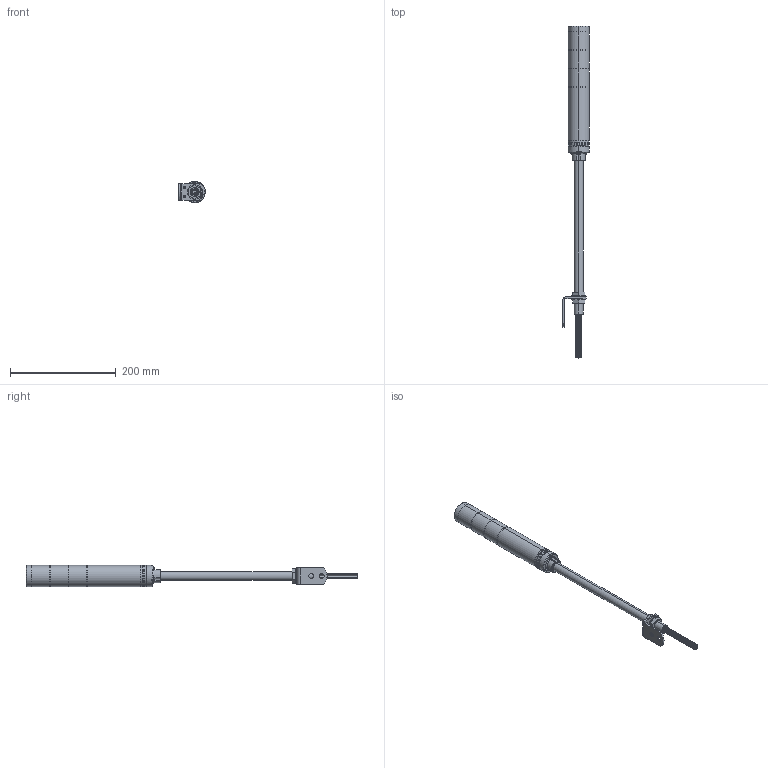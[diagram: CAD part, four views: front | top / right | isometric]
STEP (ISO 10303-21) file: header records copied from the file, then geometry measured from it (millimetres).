
FILE_DESCRIPTION (( 'STEP AP214' ), '1' );
FILE_NAME ('LCE-302FB-RYG.step', '2016-10-25T14:44:09', ( '' ), ( '' ), 'SwSTEP 2.0', 'SolidWorks 2016', '' );
FILE_SCHEMA (( 'AUTOMOTIVE_DESIGN' ));
Length unit declared in the file: millimetre
Products named in the file (1): LCE-302FB-RYG
Bounding box: 50 x 628 x 40 mm (x, y, z)
Volume: 354284.3 mm3; surface area: 122150.3 mm2
Topology: 35 solids, 35 shells, 385 faces, 900 edges, 585 vertices
Faces by surface type: plane 245, cylinder 120, cone 8, torus 6, bspline 6
Entity records: 11742 total; most frequent: CARTESIAN_POINT 2097, DIRECTION 1958, ORIENTED_EDGE 1788, EDGE_CURVE 894, AXIS2_PLACEMENT_3D 708, VERTEX_POINT 585, LINE 542, VECTOR 542
